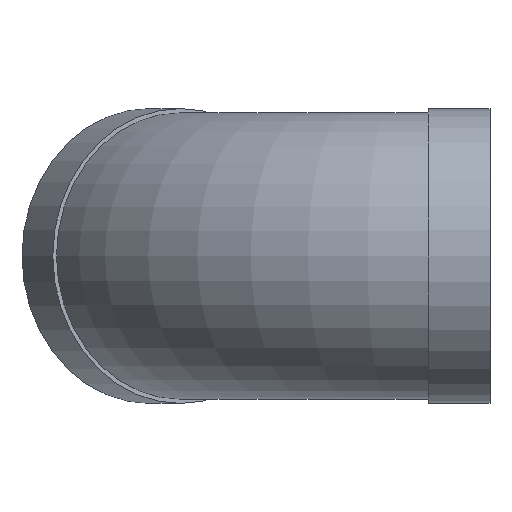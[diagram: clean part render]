
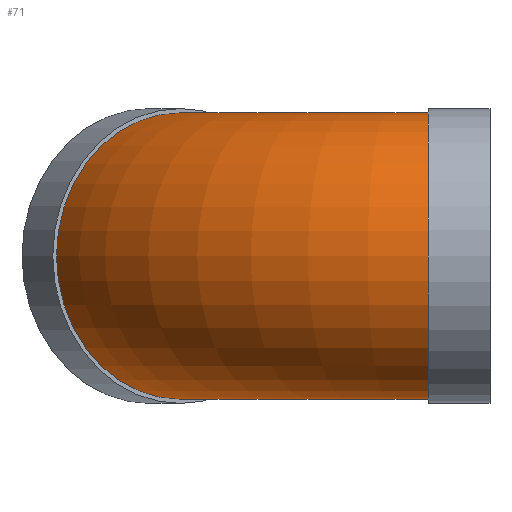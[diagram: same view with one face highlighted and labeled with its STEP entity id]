
A CAD part, left-side view. The second image highlights one B-rep face of the part: STEP entity #71.
In plain terms, the highlighted toroidal (fillet/blend) face has major radius 200 mm and minor radius 100 mm.
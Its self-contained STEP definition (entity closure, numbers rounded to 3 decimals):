
#71 = ADVANCED_FACE( '', ( #138, #139 ), #140, .T. );
#138 = FACE_OUTER_BOUND( '', #200, .T. );
#139 = FACE_OUTER_BOUND( '', #201, .T. );
#140 = TOROIDAL_SURFACE( '', #202, 200., 100. );
#200 = EDGE_LOOP( '', ( #262 ) );
#201 = EDGE_LOOP( '', ( #263 ) );
#202 = AXIS2_PLACEMENT_3D( '', #264, #265, #266 );
#262 = ORIENTED_EDGE( '', *, *, #307, .T. );
#263 = ORIENTED_EDGE( '', *, *, #313, .F. );
#264 = CARTESIAN_POINT( '', ( 200., 43., 0. ) );
#265 = DIRECTION( '', ( 0., 0., -1. ) );
#266 = DIRECTION( '', ( -1., 0., 0. ) );
#307 = EDGE_CURVE( '', #336, #336, #337, .T. );
#313 = EDGE_CURVE( '', #345, #345, #346, .T. );
#336 = VERTEX_POINT( '', #372 );
#337 = CIRCLE( '', #373, 100. );
#345 = VERTEX_POINT( '', #381 );
#346 = CIRCLE( '', #382, 100. );
#372 = CARTESIAN_POINT( '', ( 100., 43., 0. ) );
#373 = AXIS2_PLACEMENT_3D( '', #409, #410, #411 );
#381 = CARTESIAN_POINT( '', ( 150., 129.603, 0. ) );
#382 = AXIS2_PLACEMENT_3D( '', #418, #419, #420 );
#409 = CARTESIAN_POINT( '', ( 0., 43., 0. ) );
#410 = DIRECTION( '', ( 0., 1., 0. ) );
#411 = DIRECTION( '', ( 1., 0., 0. ) );
#418 = CARTESIAN_POINT( '', ( 100., 216.205, 0. ) );
#419 = DIRECTION( '', ( 0.866, 0.5, 0. ) );
#420 = DIRECTION( '', ( 0.5, -0.866, 0. ) );
